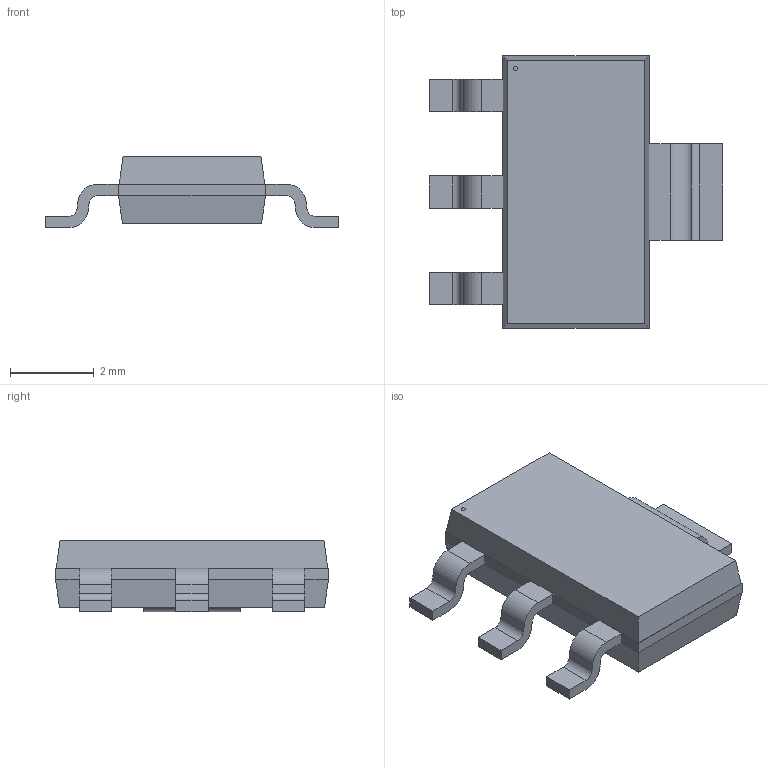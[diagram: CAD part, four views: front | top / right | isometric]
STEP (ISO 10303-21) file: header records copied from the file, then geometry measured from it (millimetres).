
FILE_DESCRIPTION(/* description */ ('model of SOT-223'),/* implementation_level */ '2;1');
FILE_NAME(/* name */ 'SOT-223.step',/* time_stamp */ '1970-01-01T00:00:00',/* author */ ('KiCAD','kicad'),/* organization */ ('OCCT'),/* preprocessor_version */ '',/* originating_system */ 'KiCAD',/* authorisation */ '');
FILE_SCHEMA(('AUTOMOTIVE_DESIGN { 1 0 10303 214 1 1 1 1 }'));
Length unit declared in the file: millimetre
Products named in the file (1): SOT-223
Bounding box: 7 x 6.5 x 1.7 mm (x, y, z)
Volume: 37.7 mm3; surface area: 98.6 mm2
Topology: 1 solids, 1 shells, 75 faces, 197 edges, 125 vertices
Faces by surface type: plane 51, cylinder 16, bspline 8
Entity records: 1531 total; most frequent: ORIENTED_EDGE 321, EDGE_CURVE 197, CARTESIAN_POINT 177, VERTEX_POINT 125, LINE 124, AXIS2_PLACEMENT_3D 88, FACE_BOUND 76, ADVANCED_FACE 75
